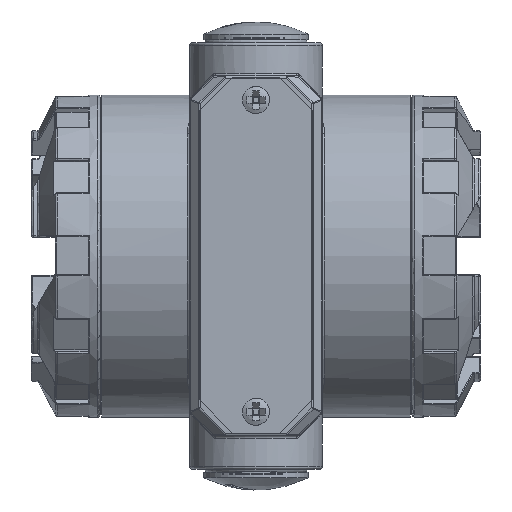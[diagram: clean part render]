
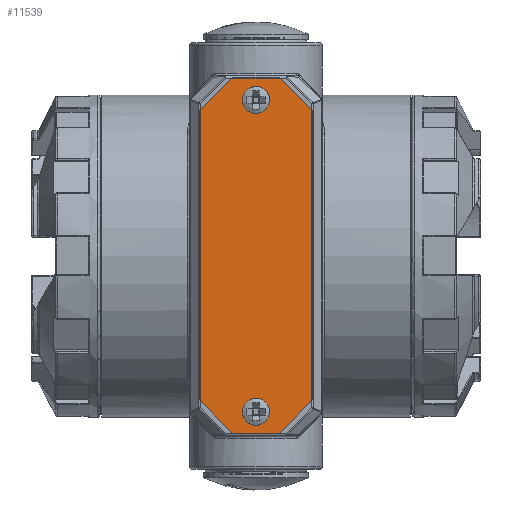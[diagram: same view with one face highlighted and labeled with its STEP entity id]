
A CAD part, top view. The second image highlights one B-rep face of the part: STEP entity #11539.
In plain terms, the highlighted planar face has unit normal (0, 0, 1).
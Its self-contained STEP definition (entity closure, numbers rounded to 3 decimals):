
#11539=ADVANCED_FACE('',(#36649,#36651,#36653),#36655,.T.);
#36649=FACE_BOUND('',#36650,.T.);
#36650=EDGE_LOOP('',(#56116,#56117,#56118,#56119,#56120,#56121,#56122,#56123));
#36651=FACE_BOUND('',#36652,.T.);
#36652=EDGE_LOOP('',(#56124));
#36653=FACE_BOUND('',#36654,.T.);
#36654=EDGE_LOOP('',(#56125));
#36655=PLANE('',#36656);
#36656=AXIS2_PLACEMENT_3D('',#36657,#36658,#36659);
#36657=CARTESIAN_POINT('',(0.,0.,0.3));
#36658=DIRECTION('',(0.,0.,1.));
#36659=DIRECTION('',(-1.,0.,0.));
#56116=ORIENTED_EDGE('',*,*,#60744,.T.);
#56117=ORIENTED_EDGE('',*,*,#60745,.T.);
#56118=ORIENTED_EDGE('',*,*,#60746,.T.);
#56119=ORIENTED_EDGE('',*,*,#60747,.T.);
#56120=ORIENTED_EDGE('',*,*,#60748,.T.);
#56121=ORIENTED_EDGE('',*,*,#60749,.T.);
#56122=ORIENTED_EDGE('',*,*,#60750,.T.);
#56123=ORIENTED_EDGE('',*,*,#60751,.T.);
#56124=ORIENTED_EDGE('',*,*,#60752,.T.);
#56125=ORIENTED_EDGE('',*,*,#60753,.T.);
#60744=EDGE_CURVE('',#65448,#65449,#65450,.T.);
#60745=EDGE_CURVE('',#65449,#65451,#65452,.T.);
#60746=EDGE_CURVE('',#65451,#65453,#65454,.T.);
#60747=EDGE_CURVE('',#65453,#65455,#65456,.T.);
#60748=EDGE_CURVE('',#65455,#65457,#65458,.T.);
#60749=EDGE_CURVE('',#65457,#65459,#65460,.T.);
#60750=EDGE_CURVE('',#65459,#65461,#65462,.T.);
#60751=EDGE_CURVE('',#65461,#65448,#65463,.T.);
#60752=EDGE_CURVE('',#65464,#65464,#65465,.F.);
#60753=EDGE_CURVE('',#65466,#65466,#65467,.F.);
#65448=VERTEX_POINT('',#81726);
#65449=VERTEX_POINT('',#81727);
#65450=LINE('',#81728,#81729);
#65451=VERTEX_POINT('',#81731);
#65452=LINE('',#81732,#81733);
#65453=VERTEX_POINT('',#81735);
#65454=LINE('',#81736,#81737);
#65455=VERTEX_POINT('',#81739);
#65456=LINE('',#81740,#81741);
#65457=VERTEX_POINT('',#81743);
#65458=LINE('',#81744,#81745);
#65459=VERTEX_POINT('',#81747);
#65460=LINE('',#81748,#81749);
#65461=VERTEX_POINT('',#81751);
#65462=LINE('',#81752,#81753);
#65463=LINE('',#81755,#81756);
#65464=VERTEX_POINT('',#81758);
#65465=CIRCLE('',#81759,1.75);
#65466=VERTEX_POINT('',#81763);
#65467=CIRCLE('',#81764,1.75);
#81726=CARTESIAN_POINT('',(5.,37.5,0.3));
#81727=CARTESIAN_POINT('',(-5.,37.5,0.3));
#81728=CARTESIAN_POINT('',(5.,37.5,0.3));
#81729=VECTOR('',#81730,1.);
#81730=DIRECTION('',(-1.,0.,0.));
#81731=CARTESIAN_POINT('',(-12.,30.5,0.3));
#81732=CARTESIAN_POINT('',(-5.,37.5,0.3));
#81733=VECTOR('',#81734,1.);
#81734=DIRECTION('',(-0.707,-0.707,0.));
#81735=CARTESIAN_POINT('',(-12.,-30.5,0.3));
#81736=CARTESIAN_POINT('',(-12.,30.5,0.3));
#81737=VECTOR('',#81738,1.);
#81738=DIRECTION('',(0.,-1.,0.));
#81739=CARTESIAN_POINT('',(-5.,-37.5,0.3));
#81740=CARTESIAN_POINT('',(-12.,-30.5,0.3));
#81741=VECTOR('',#81742,1.);
#81742=DIRECTION('',(0.707,-0.707,0.));
#81743=CARTESIAN_POINT('',(5.,-37.5,0.3));
#81744=CARTESIAN_POINT('',(-5.,-37.5,0.3));
#81745=VECTOR('',#81746,1.);
#81746=DIRECTION('',(1.,0.,0.));
#81747=CARTESIAN_POINT('',(12.,-30.5,0.3));
#81748=CARTESIAN_POINT('',(5.,-37.5,0.3));
#81749=VECTOR('',#81750,1.);
#81750=DIRECTION('',(0.707,0.707,0.));
#81751=CARTESIAN_POINT('',(12.,30.5,0.3));
#81752=CARTESIAN_POINT('',(12.,-30.5,0.3));
#81753=VECTOR('',#81754,1.);
#81754=DIRECTION('',(0.,1.,0.));
#81755=CARTESIAN_POINT('',(12.,30.5,0.3));
#81756=VECTOR('',#81757,1.);
#81757=DIRECTION('',(-0.707,0.707,0.));
#81758=CARTESIAN_POINT('',(-1.75,-33.,0.3));
#81759=AXIS2_PLACEMENT_3D('',#81760,#81761,#81762);
#81760=CARTESIAN_POINT('',(0.,-33.,0.3));
#81761=DIRECTION('',(0.,0.,1.));
#81762=DIRECTION('',(-1.,0.,0.));
#81763=CARTESIAN_POINT('',(-1.75,33.,0.3));
#81764=AXIS2_PLACEMENT_3D('',#81765,#81766,#81767);
#81765=CARTESIAN_POINT('',(0.,33.,0.3));
#81766=DIRECTION('',(0.,0.,1.));
#81767=DIRECTION('',(-1.,0.,0.));
